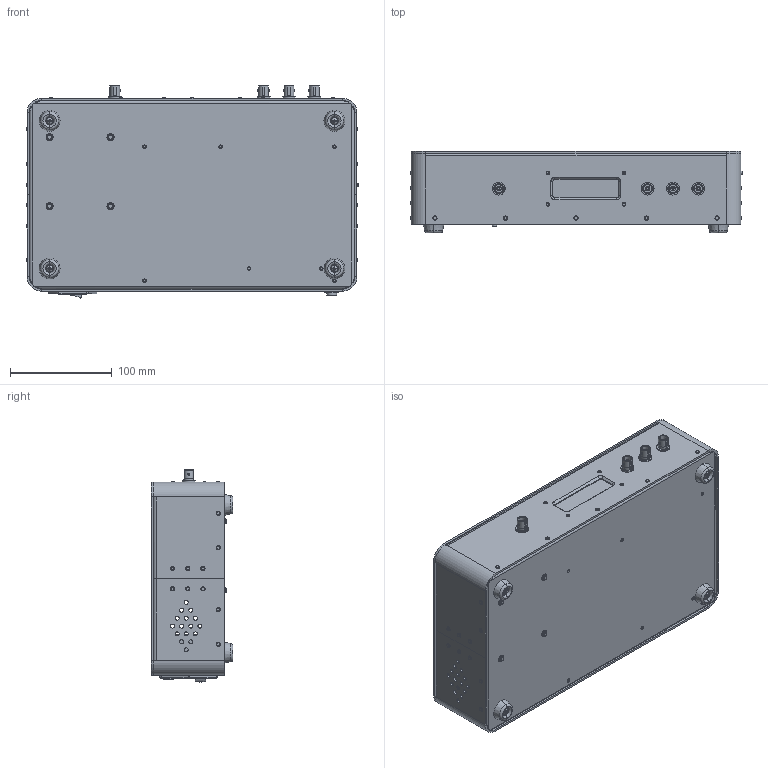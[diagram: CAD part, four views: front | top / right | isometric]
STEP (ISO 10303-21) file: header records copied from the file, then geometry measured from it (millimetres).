
FILE_DESCRIPTION (( 'STEP AP214' ), '1' );
FILE_NAME ('Lockin_base.STEP', '2017-08-05T05:41:11', ( 'Sidh Singh' ), ( '' ), 'SwSTEP 2.0', 'SolidWorks 2012', '' );
FILE_SCHEMA (( 'AUTOMOTIVE_DESIGN' ));
Length unit declared in the file: millimetre
Products named in the file (1): Lockin_base
Bounding box: 327 x 80.45 x 208.81 mm (x, y, z)
Surface area: 437251.5 mm2 (no closed solid volume)
Topology: 0 solids, 97 shells, 823 faces, 2533 edges, 1775 vertices
Faces by surface type: cylinder 330, plane 299, cone 138, bspline 24, torus 24, sphere 8
Entity records: 38465 total; most frequent: CARTESIAN_POINT 5961, DIRECTION 5327, ORIENTED_EDGE 4086, EDGE_CURVE 2533, AXIS2_PLACEMENT_3D 2065, VERTEX_POINT 1775, CIRCLE 1265, LINE 1197
